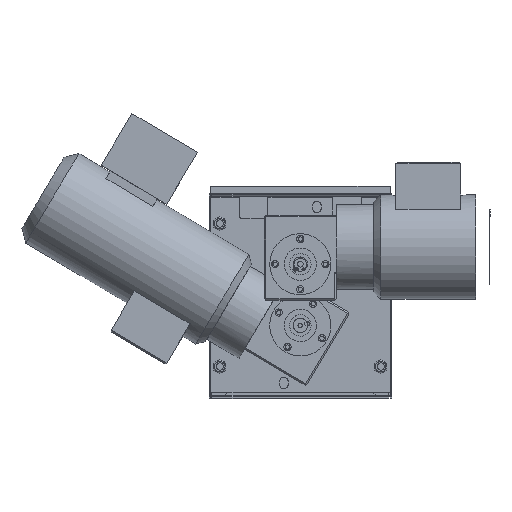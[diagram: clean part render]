
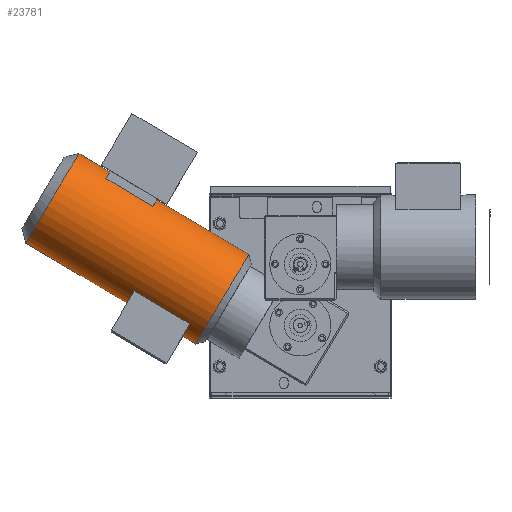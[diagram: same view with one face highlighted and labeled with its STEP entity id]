
A CAD part, top view. The second image highlights one B-rep face of the part: STEP entity #23781.
In plain terms, the highlighted cylindrical face has radius 72.5 mm (diameter 145 mm), a full revolution.
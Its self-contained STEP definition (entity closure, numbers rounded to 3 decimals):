
#23436 = EDGE_CURVE('',#23437,#23439,#23441,.T.);
#23437 = VERTEX_POINT('',#23438);
#23438 = CARTESIAN_POINT('',(-192.14,232.65,
    99.546));
#23439 = VERTEX_POINT('',#23440);
#23440 = CARTESIAN_POINT('',(-126.788,193.855,
    99.546));
#23441 = LINE('',#23442,#23443);
#23442 = CARTESIAN_POINT('',(9.937,112.692,
    99.546));
#23443 = VECTOR('',#23444,1.);
#23444 = DIRECTION('',(0.86,-0.51,0.
    ));
#23476 = EDGE_CURVE('',#23477,#23479,#23481,.T.);
#23477 = VERTEX_POINT('',#23478);
#23478 = CARTESIAN_POINT('',(-192.14,232.65,
    175.546));
#23479 = VERTEX_POINT('',#23480);
#23480 = CARTESIAN_POINT('',(-186.649,241.899,
    137.546));
#23481 = CIRCLE('',#23482,72.5);
#23482 = AXIS2_PLACEMENT_3D('',#23483,#23484,#23485);
#23483 = CARTESIAN_POINT('',(-223.658,179.556,
    137.546));
#23484 = DIRECTION('',(-0.86,0.51,
    0.));
#23485 = DIRECTION('',(-0.51,-0.86,
    0.));
#23502 = EDGE_CURVE('',#23479,#23437,#23503,.T.);
#23503 = CIRCLE('',#23504,72.5);
#23504 = AXIS2_PLACEMENT_3D('',#23505,#23506,#23507);
#23505 = CARTESIAN_POINT('',(-223.658,179.556,
    137.546));
#23506 = DIRECTION('',(-0.86,0.51,
    0.));
#23507 = DIRECTION('',(-0.51,-0.86,
    0.));
#23517 = EDGE_CURVE('',#23518,#23477,#23520,.T.);
#23518 = VERTEX_POINT('',#23519);
#23519 = CARTESIAN_POINT('',(-126.788,193.855,
    175.546));
#23520 = LINE('',#23521,#23522);
#23521 = CARTESIAN_POINT('',(9.937,112.692,
    175.546));
#23522 = VECTOR('',#23523,1.);
#23523 = DIRECTION('',(-0.86,0.51,
    0.));
#23548 = EDGE_CURVE('',#23439,#23549,#23551,.T.);
#23549 = VERTEX_POINT('',#23550);
#23550 = CARTESIAN_POINT('',(-121.297,203.105,
    137.546));
#23551 = CIRCLE('',#23552,72.5);
#23552 = AXIS2_PLACEMENT_3D('',#23553,#23554,#23555);
#23553 = CARTESIAN_POINT('',(-158.305,140.762,
    137.546));
#23554 = DIRECTION('',(0.86,-0.51,0.
    ));
#23555 = DIRECTION('',(-0.51,-0.86,
    0.));
#23565 = EDGE_CURVE('',#23549,#23518,#23566,.T.);
#23566 = CIRCLE('',#23567,72.5);
#23567 = AXIS2_PLACEMENT_3D('',#23568,#23569,#23570);
#23568 = CARTESIAN_POINT('',(-158.305,140.762,
    137.546));
#23569 = DIRECTION('',(0.86,-0.51,0.
    ));
#23570 = DIRECTION('',(-0.51,-0.86,
    0.));
#23744 = VERTEX_POINT('',#23745);
#23745 = CARTESIAN_POINT('',(-303.661,142.736,
    137.546));
#23751 = EDGE_CURVE('',#23744,#23752,#23754,.T.);
#23752 = VERTEX_POINT('',#23753);
#23753 = CARTESIAN_POINT('',(-229.645,267.422,
    137.546));
#23754 = CIRCLE('',#23755,72.5);
#23755 = AXIS2_PLACEMENT_3D('',#23756,#23757,#23758);
#23756 = CARTESIAN_POINT('',(-266.653,205.079,
    137.546));
#23757 = DIRECTION('',(-0.86,0.51,
    0.));
#23758 = DIRECTION('',(0.51,0.86,0.)
  );
#23760 = EDGE_CURVE('',#23752,#23744,#23761,.T.);
#23761 = CIRCLE('',#23762,72.5);
#23762 = AXIS2_PLACEMENT_3D('',#23763,#23764,#23765);
#23763 = CARTESIAN_POINT('',(-266.653,205.079,
    137.546));
#23764 = DIRECTION('',(-0.86,0.51,
    0.));
#23765 = DIRECTION('',(0.51,0.86,0.)
  );
#23781 = ADVANCED_FACE('',(#23782,#23824),#23860,.T.);
#23782 = FACE_BOUND('',#23783,.T.);
#23783 = EDGE_LOOP('',(#23784,#23785,#23786,#23792,#23793,#23794,#23795,
    #23803,#23812,#23819,#23820,#23821,#23822,#23823));
#23784 = ORIENTED_EDGE('',*,*,#23751,.F.);
#23785 = ORIENTED_EDGE('',*,*,#23760,.F.);
#23786 = ORIENTED_EDGE('',*,*,#23787,.T.);
#23787 = EDGE_CURVE('',#23752,#23479,#23788,.T.);
#23788 = LINE('',#23789,#23790);
#23789 = CARTESIAN_POINT('',(15.428,121.942,
    137.546));
#23790 = VECTOR('',#23791,1.);
#23791 = DIRECTION('',(0.86,-0.51,0.
    ));
#23792 = ORIENTED_EDGE('',*,*,#23502,.T.);
#23793 = ORIENTED_EDGE('',*,*,#23436,.T.);
#23794 = ORIENTED_EDGE('',*,*,#23548,.T.);
#23795 = ORIENTED_EDGE('',*,*,#23796,.T.);
#23796 = EDGE_CURVE('',#23549,#23797,#23799,.T.);
#23797 = VERTEX_POINT('',#23798);
#23798 = CARTESIAN_POINT('',(6.829,127.046,
    137.546));
#23799 = LINE('',#23800,#23801);
#23800 = CARTESIAN_POINT('',(15.428,121.942,
    137.546));
#23801 = VECTOR('',#23802,1.);
#23802 = DIRECTION('',(0.86,-0.51,0.
    ));
#23803 = ORIENTED_EDGE('',*,*,#23804,.F.);
#23804 = EDGE_CURVE('',#23805,#23797,#23807,.T.);
#23805 = VERTEX_POINT('',#23806);
#23806 = CARTESIAN_POINT('',(-67.188,2.36,
    137.546));
#23807 = CIRCLE('',#23808,72.5);
#23808 = AXIS2_PLACEMENT_3D('',#23809,#23810,#23811);
#23809 = CARTESIAN_POINT('',(-30.179,64.703,
    137.546));
#23810 = DIRECTION('',(0.86,-0.51,0.
    ));
#23811 = DIRECTION('',(0.51,0.86,0.)
  );
#23812 = ORIENTED_EDGE('',*,*,#23813,.F.);
#23813 = EDGE_CURVE('',#23797,#23805,#23814,.T.);
#23814 = CIRCLE('',#23815,72.5);
#23815 = AXIS2_PLACEMENT_3D('',#23816,#23817,#23818);
#23816 = CARTESIAN_POINT('',(-30.179,64.703,
    137.546));
#23817 = DIRECTION('',(0.86,-0.51,0.
    ));
#23818 = DIRECTION('',(0.51,0.86,0.)
  );
#23819 = ORIENTED_EDGE('',*,*,#23796,.F.);
#23820 = ORIENTED_EDGE('',*,*,#23565,.T.);
#23821 = ORIENTED_EDGE('',*,*,#23517,.T.);
#23822 = ORIENTED_EDGE('',*,*,#23476,.T.);
#23823 = ORIENTED_EDGE('',*,*,#23787,.F.);
#23824 = FACE_BOUND('',#23825,.T.);
#23825 = EDGE_LOOP('',(#23826,#23836,#23845,#23853));
#23826 = ORIENTED_EDGE('',*,*,#23827,.T.);
#23827 = EDGE_CURVE('',#23828,#23830,#23832,.T.);
#23828 = VERTEX_POINT('',#23829);
#23829 = CARTESIAN_POINT('',(-152.428,76.219,
    187.546));
#23830 = VERTEX_POINT('',#23831);
#23831 = CARTESIAN_POINT('',(-75.036,30.278,
    187.546));
#23832 = LINE('',#23833,#23834);
#23833 = CARTESIAN_POINT('',(-48.38,14.454,
    187.546));
#23834 = VECTOR('',#23835,1.);
#23835 = DIRECTION('',(0.86,-0.51,0.
    ));
#23836 = ORIENTED_EDGE('',*,*,#23837,.T.);
#23837 = EDGE_CURVE('',#23830,#23838,#23840,.T.);
#23838 = VERTEX_POINT('',#23839);
#23839 = CARTESIAN_POINT('',(-75.036,30.278,
    87.546));
#23840 = CIRCLE('',#23841,72.5);
#23841 = AXIS2_PLACEMENT_3D('',#23842,#23843,#23844);
#23842 = CARTESIAN_POINT('',(-48.237,75.423,
    137.546));
#23843 = DIRECTION('',(0.86,-0.51,0.
    ));
#23844 = DIRECTION('',(-0.51,-0.86,
    0.));
#23845 = ORIENTED_EDGE('',*,*,#23846,.T.);
#23846 = EDGE_CURVE('',#23838,#23847,#23849,.T.);
#23847 = VERTEX_POINT('',#23848);
#23848 = CARTESIAN_POINT('',(-152.428,76.219,
    87.546));
#23849 = LINE('',#23850,#23851);
#23850 = CARTESIAN_POINT('',(-48.38,14.454,
    87.546));
#23851 = VECTOR('',#23852,1.);
#23852 = DIRECTION('',(-0.86,0.51,
    0.));
#23853 = ORIENTED_EDGE('',*,*,#23854,.T.);
#23854 = EDGE_CURVE('',#23847,#23828,#23855,.T.);
#23855 = CIRCLE('',#23856,72.5);
#23856 = AXIS2_PLACEMENT_3D('',#23857,#23858,#23859);
#23857 = CARTESIAN_POINT('',(-125.629,121.364,
    137.546));
#23858 = DIRECTION('',(-0.86,0.51,
    0.));
#23859 = DIRECTION('',(-0.51,-0.86,
    0.));
#23860 = CYLINDRICAL_SURFACE('',#23861,72.5);
#23861 = AXIS2_PLACEMENT_3D('',#23862,#23863,#23864);
#23862 = CARTESIAN_POINT('',(-21.58,59.599,
    137.546));
#23863 = DIRECTION('',(-0.86,0.51,
    0.));
#23864 = DIRECTION('',(-0.51,-0.86,
    0.));
